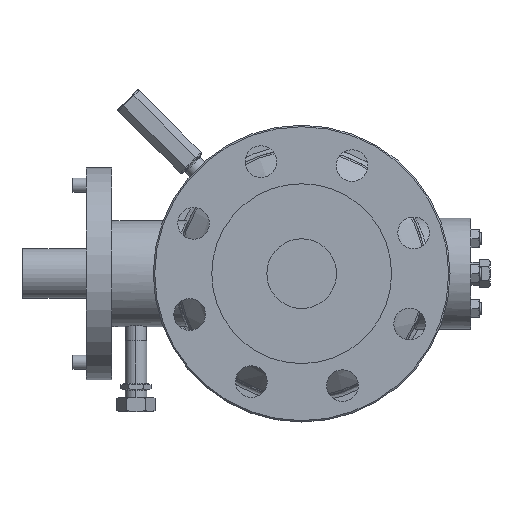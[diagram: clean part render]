
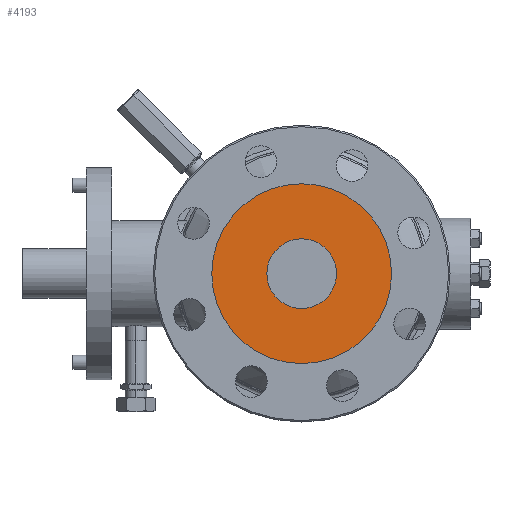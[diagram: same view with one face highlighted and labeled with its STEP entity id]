
A CAD part, left-side view. The second image highlights one B-rep face of the part: STEP entity #4193.
In plain terms, the highlighted planar face has unit normal (-1, 0, 0).
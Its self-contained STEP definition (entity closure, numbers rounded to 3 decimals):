
#91 = DIRECTION ( 'NONE',  ( 0., 0., 1. ) ) ;
#291 = DIRECTION ( 'NONE',  ( 0., 0., 1. ) ) ;
#1415 = EDGE_LOOP ( 'NONE', ( #17953, #14215 ) ) ;
#2269 = CARTESIAN_POINT ( 'NONE',  ( -135.5, 0., 0. ) ) ;
#2660 = FACE_OUTER_BOUND ( 'NONE', #13389, .T. ) ;
#2678 = CARTESIAN_POINT ( 'NONE',  ( -135.5, 0., 0. ) ) ;
#2817 = CARTESIAN_POINT ( 'NONE',  ( -135.5, 0., -24.6 ) ) ;
#3354 = EDGE_CURVE ( 'NONE', #17422, #8257, #5210, .T. ) ;
#4193 = ADVANCED_FACE ( 'NONE', ( #2660, #6852 ), #14812, .T. ) ;
#4951 = EDGE_CURVE ( 'NONE', #23288, #24410, #16689, .T. ) ;
#5210 = CIRCLE ( 'NONE', #8553, 63.5 ) ;
#5410 = AXIS2_PLACEMENT_3D ( 'NONE', #2269, #10640, #291 ) ;
#5431 = AXIS2_PLACEMENT_3D ( 'NONE', #2678, #16155, #24208 ) ;
#6852 = FACE_BOUND ( 'NONE', #1415, .T. ) ;
#8121 = CARTESIAN_POINT ( 'NONE',  ( -135.5, 0., 0. ) ) ;
#8247 = DIRECTION ( 'NONE',  ( 0., 0., 1. ) ) ;
#8257 = VERTEX_POINT ( 'NONE', #17722 ) ;
#8324 = ORIENTED_EDGE ( 'NONE', *, *, #9114, .T. ) ;
#8553 = AXIS2_PLACEMENT_3D ( 'NONE', #10183, #9928, #91 ) ;
#9114 = EDGE_CURVE ( 'NONE', #8257, #17422, #24434, .T. ) ;
#9928 = DIRECTION ( 'NONE',  ( -1., 0., 0. ) ) ;
#10183 = CARTESIAN_POINT ( 'NONE',  ( -135.5, 0., 0. ) ) ;
#10640 = DIRECTION ( 'NONE',  ( -1., 0., 0. ) ) ;
#11824 = DIRECTION ( 'NONE',  ( -1., 0., 0. ) ) ;
#12053 = DIRECTION ( 'NONE',  ( -1., 0., 0. ) ) ;
#13389 = EDGE_LOOP ( 'NONE', ( #8324, #13650 ) ) ;
#13650 = ORIENTED_EDGE ( 'NONE', *, *, #3354, .T. ) ;
#14215 = ORIENTED_EDGE ( 'NONE', *, *, #23774, .F. ) ;
#14812 = PLANE ( 'NONE',  #5410 ) ;
#15315 = CARTESIAN_POINT ( 'NONE',  ( -135.5, 0., 63.5 ) ) ;
#16082 = AXIS2_PLACEMENT_3D ( 'NONE', #17826, #11824, #23516 ) ;
#16155 = DIRECTION ( 'NONE',  ( -1., 0., 0. ) ) ;
#16689 = CIRCLE ( 'NONE', #5431, 24.6 ) ;
#17422 = VERTEX_POINT ( 'NONE', #15315 ) ;
#17722 = CARTESIAN_POINT ( 'NONE',  ( -135.5, 0., -63.5 ) ) ;
#17826 = CARTESIAN_POINT ( 'NONE',  ( -135.5, 0., 0. ) ) ;
#17953 = ORIENTED_EDGE ( 'NONE', *, *, #4951, .F. ) ;
#21134 = CIRCLE ( 'NONE', #16082, 24.6 ) ;
#23288 = VERTEX_POINT ( 'NONE', #2817 ) ;
#23516 = DIRECTION ( 'NONE',  ( 0., 0., 1. ) ) ;
#23774 = EDGE_CURVE ( 'NONE', #24410, #23288, #21134, .T. ) ;
#24208 = DIRECTION ( 'NONE',  ( 0., 0., 1. ) ) ;
#24410 = VERTEX_POINT ( 'NONE', #25884 ) ;
#24434 = CIRCLE ( 'NONE', #25692, 63.5 ) ;
#25692 = AXIS2_PLACEMENT_3D ( 'NONE', #8121, #12053, #8247 ) ;
#25884 = CARTESIAN_POINT ( 'NONE',  ( -135.5, 0., 24.6 ) ) ;
